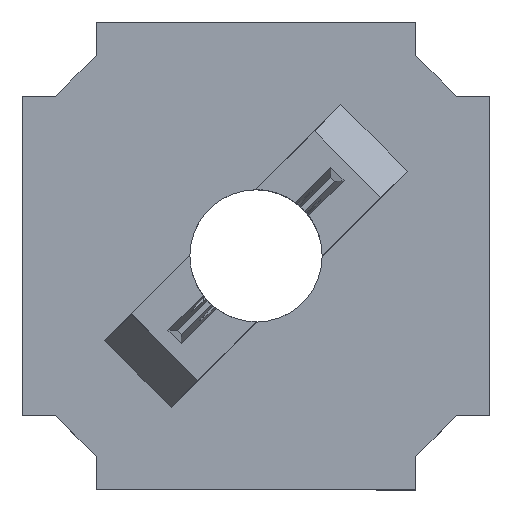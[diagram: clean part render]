
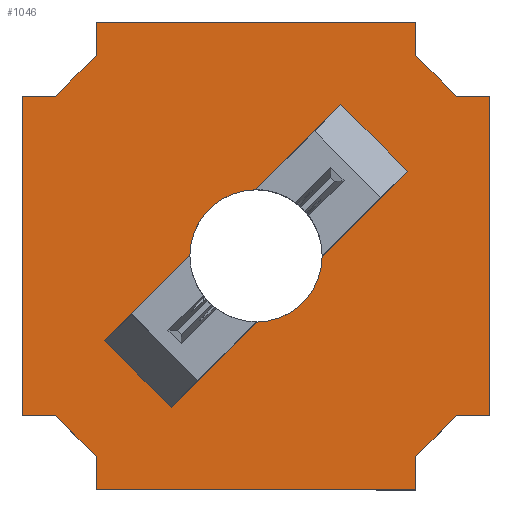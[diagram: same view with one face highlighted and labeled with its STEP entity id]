
A CAD part, top view. The second image highlights one B-rep face of the part: STEP entity #1046.
In plain terms, the highlighted planar face has unit normal (0, 0, 1).
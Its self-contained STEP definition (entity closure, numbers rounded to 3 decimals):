
#15=FACE_BOUND('',#185,.T.);
#44=CIRCLE('',#1120,7.042);
#46=CIRCLE('',#1123,7.042);
#131=FACE_OUTER_BOUND('',#184,.T.);
#184=EDGE_LOOP('',(#914,#915,#916,#917,#918,#919,#920,#921,#922,#923,#924,
#925,#926,#927,#928,#929));
#185=EDGE_LOOP('',(#930,#931,#932,#933,#934,#935,#936,#937));
#191=LINE('',#1452,#294);
#198=LINE('',#1467,#301);
#208=LINE('',#1596,#311);
#212=LINE('',#1603,#315);
#226=LINE('',#1708,#329);
#242=LINE('',#1740,#345);
#243=LINE('',#1744,#346);
#247=LINE('',#1752,#350);
#250=LINE('',#1758,#353);
#253=LINE('',#1765,#356);
#257=LINE('',#1773,#360);
#260=LINE('',#1779,#363);
#263=LINE('',#1786,#366);
#267=LINE('',#1794,#370);
#270=LINE('',#1800,#373);
#273=LINE('',#1807,#376);
#277=LINE('',#1815,#380);
#280=LINE('',#1821,#383);
#283=LINE('',#1826,#386);
#285=LINE('',#1829,#388);
#287=LINE('',#1832,#390);
#289=LINE('',#1835,#392);
#294=VECTOR('',#1165,10.);
#301=VECTOR('',#1176,10.);
#311=VECTOR('',#1232,10.);
#315=VECTOR('',#1238,10.);
#329=VECTOR('',#1322,10.);
#345=VECTOR('',#1358,10.);
#346=VECTOR('',#1361,10.);
#350=VECTOR('',#1367,10.);
#353=VECTOR('',#1372,10.);
#356=VECTOR('',#1377,10.);
#360=VECTOR('',#1383,10.);
#363=VECTOR('',#1388,10.);
#366=VECTOR('',#1393,10.);
#370=VECTOR('',#1399,10.);
#373=VECTOR('',#1404,10.);
#376=VECTOR('',#1409,10.);
#380=VECTOR('',#1415,10.);
#383=VECTOR('',#1420,10.);
#386=VECTOR('',#1425,10.);
#388=VECTOR('',#1429,10.);
#390=VECTOR('',#1433,10.);
#392=VECTOR('',#1437,10.);
#394=VERTEX_POINT('',#1445);
#397=VERTEX_POINT('',#1450);
#400=VERTEX_POINT('',#1460);
#403=VERTEX_POINT('',#1465);
#431=VERTEX_POINT('',#1595);
#433=VERTEX_POINT('',#1602);
#454=VERTEX_POINT('',#1682);
#456=VERTEX_POINT('',#1694);
#464=VERTEX_POINT('',#1742);
#465=VERTEX_POINT('',#1743);
#468=VERTEX_POINT('',#1751);
#470=VERTEX_POINT('',#1757);
#472=VERTEX_POINT('',#1763);
#473=VERTEX_POINT('',#1764);
#476=VERTEX_POINT('',#1772);
#478=VERTEX_POINT('',#1778);
#480=VERTEX_POINT('',#1784);
#481=VERTEX_POINT('',#1785);
#484=VERTEX_POINT('',#1793);
#486=VERTEX_POINT('',#1799);
#488=VERTEX_POINT('',#1805);
#489=VERTEX_POINT('',#1806);
#492=VERTEX_POINT('',#1814);
#494=VERTEX_POINT('',#1820);
#499=EDGE_CURVE('',#397,#394,#191,.T.);
#506=EDGE_CURVE('',#403,#400,#198,.T.);
#538=EDGE_CURVE('',#431,#400,#208,.T.);
#542=EDGE_CURVE('',#433,#394,#212,.T.);
#574=EDGE_CURVE('',#454,#433,#44,.T.);
#579=EDGE_CURVE('',#456,#431,#46,.T.);
#584=EDGE_CURVE('',#397,#456,#226,.T.);
#600=EDGE_CURVE('',#403,#454,#242,.T.);
#601=EDGE_CURVE('',#464,#465,#243,.T.);
#605=EDGE_CURVE('',#465,#468,#247,.T.);
#608=EDGE_CURVE('',#468,#470,#250,.T.);
#611=EDGE_CURVE('',#472,#473,#253,.T.);
#615=EDGE_CURVE('',#476,#472,#257,.T.);
#618=EDGE_CURVE('',#478,#476,#260,.T.);
#621=EDGE_CURVE('',#480,#481,#263,.T.);
#625=EDGE_CURVE('',#481,#484,#267,.T.);
#628=EDGE_CURVE('',#484,#486,#270,.T.);
#631=EDGE_CURVE('',#488,#489,#273,.T.);
#635=EDGE_CURVE('',#492,#488,#277,.T.);
#638=EDGE_CURVE('',#489,#494,#280,.T.);
#641=EDGE_CURVE('',#470,#492,#283,.T.);
#643=EDGE_CURVE('',#473,#464,#285,.T.);
#645=EDGE_CURVE('',#494,#480,#287,.T.);
#647=EDGE_CURVE('',#486,#478,#289,.T.);
#914=ORIENTED_EDGE('',*,*,#641,.F.);
#915=ORIENTED_EDGE('',*,*,#608,.F.);
#916=ORIENTED_EDGE('',*,*,#605,.F.);
#917=ORIENTED_EDGE('',*,*,#601,.F.);
#918=ORIENTED_EDGE('',*,*,#643,.F.);
#919=ORIENTED_EDGE('',*,*,#611,.F.);
#920=ORIENTED_EDGE('',*,*,#615,.F.);
#921=ORIENTED_EDGE('',*,*,#618,.F.);
#922=ORIENTED_EDGE('',*,*,#647,.F.);
#923=ORIENTED_EDGE('',*,*,#628,.F.);
#924=ORIENTED_EDGE('',*,*,#625,.F.);
#925=ORIENTED_EDGE('',*,*,#621,.F.);
#926=ORIENTED_EDGE('',*,*,#645,.F.);
#927=ORIENTED_EDGE('',*,*,#638,.F.);
#928=ORIENTED_EDGE('',*,*,#631,.F.);
#929=ORIENTED_EDGE('',*,*,#635,.F.);
#930=ORIENTED_EDGE('',*,*,#584,.T.);
#931=ORIENTED_EDGE('',*,*,#579,.T.);
#932=ORIENTED_EDGE('',*,*,#538,.T.);
#933=ORIENTED_EDGE('',*,*,#506,.F.);
#934=ORIENTED_EDGE('',*,*,#600,.T.);
#935=ORIENTED_EDGE('',*,*,#574,.T.);
#936=ORIENTED_EDGE('',*,*,#542,.T.);
#937=ORIENTED_EDGE('',*,*,#499,.F.);
#993=PLANE('',#1156);
#1046=ADVANCED_FACE('',(#131,#15),#993,.T.);
#1120=AXIS2_PLACEMENT_3D('',#1683,#1300,#1301);
#1123=AXIS2_PLACEMENT_3D('',#1695,#1307,#1308);
#1156=AXIS2_PLACEMENT_3D('',#1837,#1439,#1440);
#1165=DIRECTION('',(-0.707,0.707,0.));
#1176=DIRECTION('',(0.707,-0.707,0.));
#1232=DIRECTION('',(-0.707,-0.707,0.));
#1238=DIRECTION('',(0.707,0.707,0.));
#1300=DIRECTION('center_axis',(0.,0.,-1.));
#1301=DIRECTION('ref_axis',(-1.,0.,0.));
#1307=DIRECTION('center_axis',(0.,0.,-1.));
#1308=DIRECTION('ref_axis',(-1.,0.,0.));
#1322=DIRECTION('',(-0.707,-0.707,0.));
#1358=DIRECTION('',(0.707,0.707,0.));
#1361=DIRECTION('',(0.,-1.,0.));
#1367=DIRECTION('',(0.707,-0.707,0.));
#1372=DIRECTION('',(1.,0.,0.));
#1377=DIRECTION('',(0.,1.,0.));
#1383=DIRECTION('',(0.707,0.707,0.));
#1388=DIRECTION('',(1.,0.,0.));
#1393=DIRECTION('',(0.,1.,0.));
#1399=DIRECTION('',(-0.707,0.707,0.));
#1404=DIRECTION('',(-1.,0.,0.));
#1409=DIRECTION('',(-0.707,-0.707,0.));
#1415=DIRECTION('',(-1.,0.,0.));
#1420=DIRECTION('',(0.,-1.,0.));
#1425=DIRECTION('',(0.,-1.,0.));
#1429=DIRECTION('',(1.,0.,0.));
#1433=DIRECTION('',(-1.,0.,0.));
#1437=DIRECTION('',(0.,1.,0.));
#1439=DIRECTION('center_axis',(0.,0.,1.));
#1440=DIRECTION('ref_axis',(1.,0.,0.));
#1445=CARTESIAN_POINT('',(-11.902,37.029,15.));
#1450=CARTESIAN_POINT('',(-4.831,29.958,15.));
#1452=CARTESIAN_POINT('',(-6.599,31.726,15.));
#1460=CARTESIAN_POINT('',(-29.958,4.831,15.));
#1465=CARTESIAN_POINT('',(-37.029,11.902,15.));
#1467=CARTESIAN_POINT('',(-35.261,10.134,15.));
#1595=CARTESIAN_POINT('',(-20.901,13.888,15.));
#1596=CARTESIAN_POINT('',(-22.262,12.527,15.));
#1602=CARTESIAN_POINT('',(-20.959,27.972,15.));
#1603=CARTESIAN_POINT('',(-19.598,29.333,15.));
#1682=CARTESIAN_POINT('',(-27.972,20.959,15.));
#1683=CARTESIAN_POINT('Origin',(-20.93,20.93,15.));
#1694=CARTESIAN_POINT('',(-13.888,20.901,15.));
#1695=CARTESIAN_POINT('Origin',(-20.93,20.93,15.));
#1708=CARTESIAN_POINT('',(-15.641,19.147,15.));
#1740=CARTESIAN_POINT('',(-26.219,22.712,15.));
#1742=CARTESIAN_POINT('',(-3.93,45.83,15.));
#1743=CARTESIAN_POINT('',(-3.93,42.255,15.));
#1744=CARTESIAN_POINT('',(-3.93,31.593,15.));
#1751=CARTESIAN_POINT('',(0.395,37.93,15.));
#1752=CARTESIAN_POINT('',(-0.686,39.011,15.));
#1757=CARTESIAN_POINT('',(3.97,37.93,15.));
#1758=CARTESIAN_POINT('',(-8.48,37.93,15.));
#1763=CARTESIAN_POINT('',(-37.93,42.255,15.));
#1764=CARTESIAN_POINT('',(-37.93,45.83,15.));
#1765=CARTESIAN_POINT('',(-37.93,33.38,15.));
#1772=CARTESIAN_POINT('',(-42.255,37.93,15.));
#1773=CARTESIAN_POINT('',(-39.011,41.174,15.));
#1778=CARTESIAN_POINT('',(-45.83,37.93,15.));
#1779=CARTESIAN_POINT('',(-31.593,37.93,15.));
#1784=CARTESIAN_POINT('',(-37.93,-3.97,15.));
#1785=CARTESIAN_POINT('',(-37.93,-0.395,15.));
#1786=CARTESIAN_POINT('',(-37.93,10.267,15.));
#1793=CARTESIAN_POINT('',(-42.255,3.93,15.));
#1794=CARTESIAN_POINT('',(-41.174,2.849,15.));
#1799=CARTESIAN_POINT('',(-45.83,3.93,15.));
#1800=CARTESIAN_POINT('',(-33.38,3.93,15.));
#1805=CARTESIAN_POINT('',(0.395,3.93,15.));
#1806=CARTESIAN_POINT('',(-3.93,-0.395,15.));
#1807=CARTESIAN_POINT('',(-2.849,0.686,15.));
#1814=CARTESIAN_POINT('',(3.97,3.93,15.));
#1815=CARTESIAN_POINT('',(-10.267,3.93,15.));
#1820=CARTESIAN_POINT('',(-3.93,-3.97,15.));
#1821=CARTESIAN_POINT('',(-3.93,8.48,15.));
#1826=CARTESIAN_POINT('',(3.97,29.33,15.));
#1829=CARTESIAN_POINT('',(-29.33,45.83,15.));
#1832=CARTESIAN_POINT('',(-12.53,-3.97,15.));
#1835=CARTESIAN_POINT('',(-45.83,12.53,15.));
#1837=CARTESIAN_POINT('Origin',(-20.93,20.93,15.));
